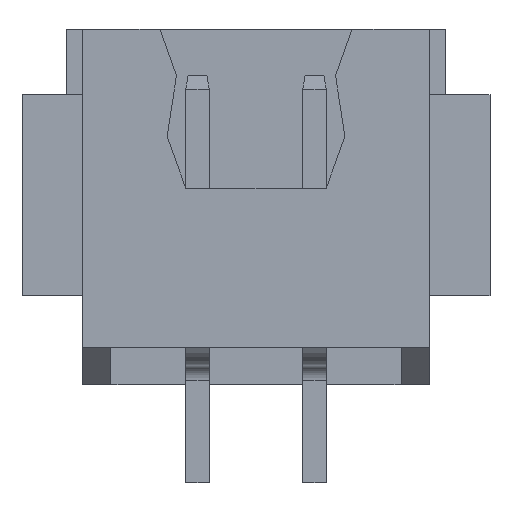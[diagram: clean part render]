
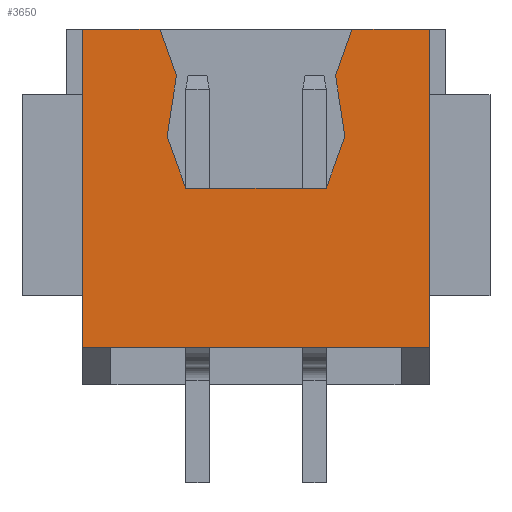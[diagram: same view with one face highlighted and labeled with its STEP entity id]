
A CAD part, front view. The second image highlights one B-rep face of the part: STEP entity #3650.
In plain terms, the highlighted planar face has unit normal (0, -1, 0).
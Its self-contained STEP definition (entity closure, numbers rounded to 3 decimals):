
#434=DIRECTION('',(0.33,0.,-0.944));
#435=VECTOR('',#434,1.059);
#436=CARTESIAN_POINT('',(22.95,-12.75,16.4));
#437=LINE('',#436,#435);
#441=DIRECTION('',(-0.152,0.,-0.988));
#442=VECTOR('',#441,1.315);
#443=CARTESIAN_POINT('',(23.3,-12.75,15.4));
#444=LINE('',#443,#442);
#448=DIRECTION('',(0.342,0.,-0.94));
#449=VECTOR('',#448,1.17);
#450=CARTESIAN_POINT('',(23.1,-12.75,14.1));
#451=LINE('',#450,#449);
#455=DIRECTION('',(1.,0.,0.));
#456=VECTOR('',#455,3.);
#457=CARTESIAN_POINT('',(23.5,-12.75,13.));
#458=LINE('',#457,#456);
#462=DIRECTION('',(0.342,0.,0.94));
#463=VECTOR('',#462,1.17);
#464=CARTESIAN_POINT('',(26.5,-12.75,13.));
#465=LINE('',#464,#463);
#469=DIRECTION('',(-0.152,0.,0.988));
#470=VECTOR('',#469,1.315);
#471=CARTESIAN_POINT('',(26.9,-12.75,14.1));
#472=LINE('',#471,#470);
#476=DIRECTION('',(0.33,0.,0.944));
#477=VECTOR('',#476,1.059);
#478=CARTESIAN_POINT('',(26.7,-12.75,15.4));
#479=LINE('',#478,#477);
#483=DIRECTION('',(-1.,0.,0.));
#484=VECTOR('',#483,1.65);
#485=CARTESIAN_POINT('',(28.7,-12.75,16.4));
#486=LINE('',#485,#484);
#490=DIRECTION('',(0.,0.,1.));
#491=VECTOR('',#490,6.8);
#492=CARTESIAN_POINT('',(28.7,-12.75,9.6));
#493=LINE('',#492,#491);
#497=DIRECTION('',(1.,0.,0.));
#498=VECTOR('',#497,7.4);
#499=CARTESIAN_POINT('',(21.3,-12.75,9.6));
#500=LINE('',#499,#498);
#504=DIRECTION('',(0.,0.,1.));
#505=VECTOR('',#504,6.8);
#506=CARTESIAN_POINT('',(21.3,-12.75,9.6));
#507=LINE('',#506,#505);
#511=DIRECTION('',(-1.,0.,0.));
#512=VECTOR('',#511,1.65);
#513=CARTESIAN_POINT('',(22.95,-12.75,16.4));
#514=LINE('',#513,#512);
#2861=CARTESIAN_POINT('',(21.3,-12.75,9.6));
#2862=CARTESIAN_POINT('',(28.7,-12.75,9.6));
#2863=VERTEX_POINT('',#2861);
#2864=VERTEX_POINT('',#2862);
#2897=CARTESIAN_POINT('',(28.7,-12.75,16.4));
#2898=VERTEX_POINT('',#2897);
#2899=CARTESIAN_POINT('',(21.3,-12.75,16.4));
#2900=VERTEX_POINT('',#2899);
#2949=CARTESIAN_POINT('',(22.95,-12.75,16.4));
#2950=CARTESIAN_POINT('',(23.3,-12.75,15.4));
#2951=VERTEX_POINT('',#2949);
#2952=VERTEX_POINT('',#2950);
#2953=CARTESIAN_POINT('',(23.1,-12.75,14.1));
#2954=VERTEX_POINT('',#2953);
#2955=CARTESIAN_POINT('',(23.5,-12.75,13.));
#2956=VERTEX_POINT('',#2955);
#2957=CARTESIAN_POINT('',(26.5,-12.75,13.));
#2958=VERTEX_POINT('',#2957);
#2959=CARTESIAN_POINT('',(26.9,-12.75,14.1));
#2960=VERTEX_POINT('',#2959);
#2961=CARTESIAN_POINT('',(26.7,-12.75,15.4));
#2962=VERTEX_POINT('',#2961);
#2963=CARTESIAN_POINT('',(27.05,-12.75,16.4));
#2964=VERTEX_POINT('',#2963);
#3623=CARTESIAN_POINT('',(0.,-12.75,0.));
#3624=DIRECTION('',(0.,-1.,0.));
#3625=DIRECTION('',(1.,0.,0.));
#3626=AXIS2_PLACEMENT_3D('',#3623,#3624,#3625);
#3627=PLANE('',#3626);
#3628=ORIENTED_EDGE('',*,*,#3613,.T.);
#3630=ORIENTED_EDGE('',*,*,#3629,.T.);
#3632=ORIENTED_EDGE('',*,*,#3631,.T.);
#3634=ORIENTED_EDGE('',*,*,#3633,.T.);
#3636=ORIENTED_EDGE('',*,*,#3635,.T.);
#3638=ORIENTED_EDGE('',*,*,#3637,.T.);
#3640=ORIENTED_EDGE('',*,*,#3639,.T.);
#3641=ORIENTED_EDGE('',*,*,#3570,.F.);
#3643=ORIENTED_EDGE('',*,*,#3642,.F.);
#3645=ORIENTED_EDGE('',*,*,#3644,.F.);
#3646=ORIENTED_EDGE('',*,*,#3526,.T.);
#3647=ORIENTED_EDGE('',*,*,#3551,.F.);
#3648=EDGE_LOOP('',(#3628,#3630,#3632,#3634,#3636,#3638,#3640,#3641,#3643,#3645,
#3646,#3647));
#3649=FACE_OUTER_BOUND('',#3648,.F.);
#3526=EDGE_CURVE('',#2863,#2900,#507,.T.);
#3551=EDGE_CURVE('',#2951,#2900,#514,.T.);
#3570=EDGE_CURVE('',#2898,#2964,#486,.T.);
#3613=EDGE_CURVE('',#2951,#2952,#437,.T.);
#3629=EDGE_CURVE('',#2952,#2954,#444,.T.);
#3631=EDGE_CURVE('',#2954,#2956,#451,.T.);
#3633=EDGE_CURVE('',#2956,#2958,#458,.T.);
#3635=EDGE_CURVE('',#2958,#2960,#465,.T.);
#3637=EDGE_CURVE('',#2960,#2962,#472,.T.);
#3639=EDGE_CURVE('',#2962,#2964,#479,.T.);
#3642=EDGE_CURVE('',#2864,#2898,#493,.T.);
#3644=EDGE_CURVE('',#2863,#2864,#500,.T.);
#3650=ADVANCED_FACE('',(#3649),#3627,.T.);
